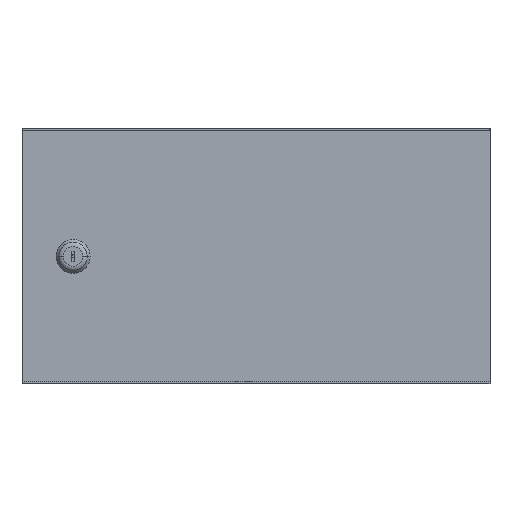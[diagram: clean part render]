
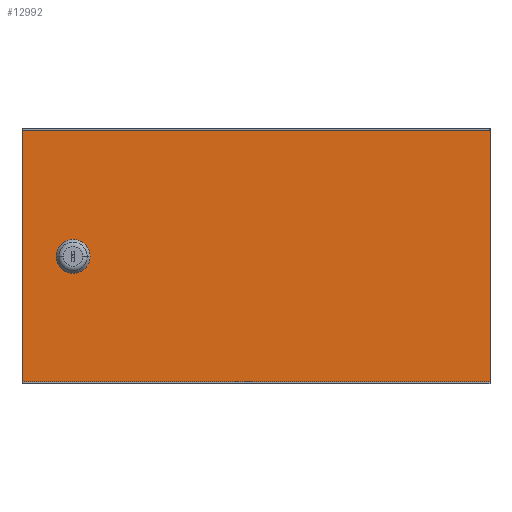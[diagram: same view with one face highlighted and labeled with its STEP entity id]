
A CAD part, top view. The second image highlights one B-rep face of the part: STEP entity #12992.
In plain terms, the highlighted planar face has unit normal (0, 0, 1).
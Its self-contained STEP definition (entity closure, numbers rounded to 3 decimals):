
#140 = DIRECTION ( 'NONE',  ( -1., 0., 0. ) ) ;
#189 = DIRECTION ( 'NONE',  ( 1., 0., 0. ) ) ;
#768 = AXIS2_PLACEMENT_3D ( 'NONE', #3262, #8217, #3421 ) ;
#909 = VECTOR ( 'NONE', #140, 1000. ) ;
#1179 = FACE_BOUND ( 'NONE', #11233, .T. ) ;
#1210 = CARTESIAN_POINT ( 'NONE',  ( 220., -118., 0. ) ) ;
#2013 = LINE ( 'NONE', #10568, #12817 ) ;
#2017 = EDGE_CURVE ( 'NONE', #11988, #8365, #11288, .T. ) ;
#3067 = CARTESIAN_POINT ( 'NONE',  ( -188., 0., 0. ) ) ;
#3262 = CARTESIAN_POINT ( 'NONE',  ( -172., 0., 0. ) ) ;
#3331 = CIRCLE ( 'NONE', #12425, 16. ) ;
#3421 = DIRECTION ( 'NONE',  ( 1., 0., 0. ) ) ;
#3561 = ORIENTED_EDGE ( 'NONE', *, *, #7650, .T. ) ;
#3964 = VERTEX_POINT ( 'NONE', #10366 ) ;
#4417 = DIRECTION ( 'NONE',  ( 0., -1., 0. ) ) ;
#4582 = LINE ( 'NONE', #14369, #11627 ) ;
#4656 = CARTESIAN_POINT ( 'NONE',  ( -172., 0., 0. ) ) ;
#4728 = DIRECTION ( 'NONE',  ( 0., 0., 1. ) ) ;
#4735 = CARTESIAN_POINT ( 'NONE',  ( 220., 118., 0. ) ) ;
#4824 = CARTESIAN_POINT ( 'NONE',  ( -220., 118., 0. ) ) ;
#5057 = PLANE ( 'NONE',  #9314 ) ;
#5746 = CARTESIAN_POINT ( 'NONE',  ( -156., 0., 0. ) ) ;
#6157 = CARTESIAN_POINT ( 'NONE',  ( -220., -118., 0. ) ) ;
#6342 = VERTEX_POINT ( 'NONE', #3067 ) ;
#6806 = ORIENTED_EDGE ( 'NONE', *, *, #12502, .F. ) ;
#7249 = DIRECTION ( 'NONE',  ( 0., 0., 1. ) ) ;
#7650 = EDGE_CURVE ( 'NONE', #14647, #8365, #2013, .T. ) ;
#8183 = CARTESIAN_POINT ( 'NONE',  ( -220., -118., 0. ) ) ;
#8217 = DIRECTION ( 'NONE',  ( 0., 0., 1. ) ) ;
#8235 = ORIENTED_EDGE ( 'NONE', *, *, #13197, .F. ) ;
#8365 = VERTEX_POINT ( 'NONE', #8183 ) ;
#8422 = EDGE_LOOP ( 'NONE', ( #12321, #8949, #15043, #3561 ) ) ;
#8949 = ORIENTED_EDGE ( 'NONE', *, *, #9301, .F. ) ;
#9301 = EDGE_CURVE ( 'NONE', #3964, #11988, #13217, .T. ) ;
#9314 = AXIS2_PLACEMENT_3D ( 'NONE', #4824, #7249, #189 ) ;
#10012 = VERTEX_POINT ( 'NONE', #5746 ) ;
#10366 = CARTESIAN_POINT ( 'NONE',  ( 220., 118., 0. ) ) ;
#10568 = CARTESIAN_POINT ( 'NONE',  ( -220., 118., 0. ) ) ;
#10811 = DIRECTION ( 'NONE',  ( 0., -1., 0. ) ) ;
#11090 = FACE_OUTER_BOUND ( 'NONE', #8422, .T. ) ;
#11233 = EDGE_LOOP ( 'NONE', ( #8235, #6806 ) ) ;
#11288 = LINE ( 'NONE', #6157, #909 ) ;
#11493 = EDGE_CURVE ( 'NONE', #3964, #14647, #4582, .T. ) ;
#11627 = VECTOR ( 'NONE', #14460, 1000. ) ;
#11673 = CIRCLE ( 'NONE', #768, 16. ) ;
#11988 = VERTEX_POINT ( 'NONE', #1210 ) ;
#12094 = VECTOR ( 'NONE', #4417, 1000. ) ;
#12321 = ORIENTED_EDGE ( 'NONE', *, *, #2017, .F. ) ;
#12425 = AXIS2_PLACEMENT_3D ( 'NONE', #4656, #4728, #13034 ) ;
#12502 = EDGE_CURVE ( 'NONE', #6342, #10012, #3331, .T. ) ;
#12817 = VECTOR ( 'NONE', #10811, 1000. ) ;
#12992 = ADVANCED_FACE ( 'NONE', ( #11090, #1179 ), #5057, .T. ) ;
#13034 = DIRECTION ( 'NONE',  ( 1., 0., 0. ) ) ;
#13197 = EDGE_CURVE ( 'NONE', #10012, #6342, #11673, .T. ) ;
#13217 = LINE ( 'NONE', #4735, #12094 ) ;
#14369 = CARTESIAN_POINT ( 'NONE',  ( -220., 118., 0. ) ) ;
#14460 = DIRECTION ( 'NONE',  ( -1., 0., 0. ) ) ;
#14647 = VERTEX_POINT ( 'NONE', #15254 ) ;
#15043 = ORIENTED_EDGE ( 'NONE', *, *, #11493, .T. ) ;
#15254 = CARTESIAN_POINT ( 'NONE',  ( -220., 118., 0. ) ) ;
